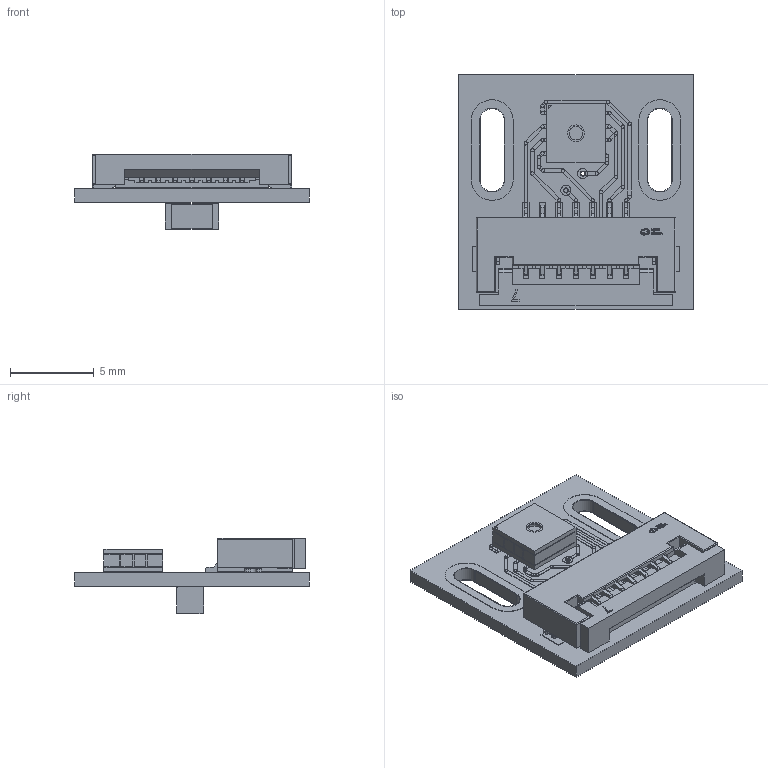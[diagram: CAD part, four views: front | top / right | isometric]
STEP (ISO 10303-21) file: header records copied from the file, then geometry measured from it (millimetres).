
FILE_DESCRIPTION(('KiCad electronic assembly'),'2;1');
FILE_NAME('pcb.step','2025-01-07T23:39:12',('Pcbnew'),('Kicad'), 'Open CASCADE STEP processor 7.8','KiCad to STEP converter','Unknown' );
FILE_SCHEMA(('AUTOMOTIVE_DESIGN { 1 0 10303 214 1 1 1 1 }'));
Length unit declared in the file: millimetre
Products named in the file (90): pcb 1; CH201-00ABR; FPC-SMD_7P-P1.0_KINGHELM_KH-FG1.0-H2.0-7PIN; C_1206_3216Metric; pcb_track_1; pcb_track_2; pcb_track_3; pcb_track_4; pcb_track_5; pcb_track_6; pcb_track_7; pcb_track_8; pcb_track_9; pcb_track_10; pcb_track_11; pcb_track_12; pcb_track_13; pcb_track_14; pcb_track_15; pcb_track_16; pcb_track_17; pcb_track_18; pcb_track_19; pcb_track_20; pcb_track_21; pcb_track_22; pcb_track_23; pcb_track_24; pcb_track_25; pcb_track_26; pcb_track_27; pcb_track_28; pcb_track_29; pcb_track_30; pcb_track_31; pcb_track_32; pcb_track_33; pcb_track_34; pcb_track_35; pcb_track_36 ...
Assembly tree (89 placements, depth 3):
  pcb 1
    CH201-00ABR
      CH201-00ABR
    FPC-SMD_7P-P1.0_KINGHELM_KH-FG1.0-H2.0-7PIN
      FPC-SMD_7P-P1.0_KINGHELM_KH-FG1.0-H2.0-7PIN
    C_1206_3216Metric
      C_1206_3216Metric
    pcb_track_1
    pcb_track_2
    pcb_track_3
    pcb_track_4
    pcb_track_5
    pcb_track_6
    pcb_track_7
    pcb_track_8
    pcb_track_9
    pcb_track_10
    pcb_track_11
    pcb_track_12
    pcb_track_13
    pcb_track_14
    pcb_track_15
    pcb_track_16
    pcb_track_17
    pcb_track_18
    pcb_track_19
    pcb_track_20
    pcb_track_21
    pcb_track_22
    pcb_track_23
    pcb_track_24
    pcb_track_25
    pcb_track_26
    pcb_track_27
    pcb_track_28
    pcb_track_29
    pcb_track_30
    pcb_track_31
    pcb_track_32
    pcb_track_33
    pcb_track_34
    pcb_track_35
    pcb_track_36
    pcb_track_37
    pcb_track_38
    pcb_track_39
    pcb_track_40
    pcb_track_41
    pcb_track_42
    pcb_track_43
    pcb_track_44
    pcb_track_45
    pcb_track_46
    pcb_track_47
    pcb_track_48
    pcb_pad_1
    pcb_pad_2
    pcb_pad_3
    pcb_pad_4
    pcb_pad_5
Bounding box: 14 x 14 x 4.51 mm (x, y, z)
Volume: 257.7 mm3; surface area: 1121 mm2
Topology: 109 solids, 109 shells, 1635 faces, 4138 edges, 2748 vertices
Faces by surface type: plane 1291, cylinder 230, bspline 114
Full cylindrical faces by diameter (mm): 0.25 x9, 0.3 x6, 0.6 x6
Entity records: 57298 total; most frequent: CARTESIAN_POINT 10897, ORIENTED_EDGE 8276, DIRECTION 7552, EDGE_CURVE 4138, LINE 3458, VECTOR 3458, VERTEX_POINT 2748, AXIS2_PLACEMENT_3D 2047
